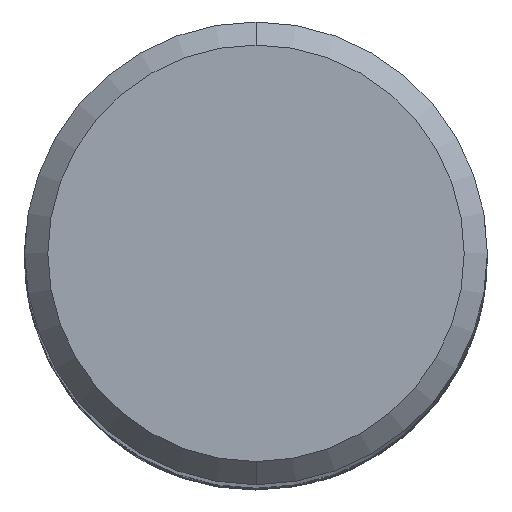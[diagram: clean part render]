
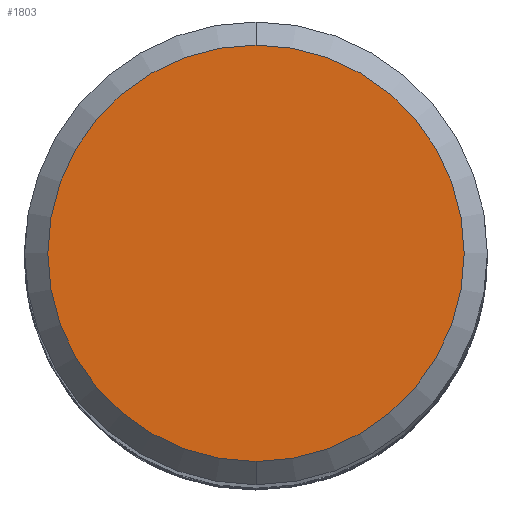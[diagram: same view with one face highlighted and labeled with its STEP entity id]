
A CAD part, top view. The second image highlights one B-rep face of the part: STEP entity #1803.
In plain terms, the highlighted planar face has unit normal (0, 0, 1).
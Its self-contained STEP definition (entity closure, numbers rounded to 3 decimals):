
#1459=EDGE_CURVE('',#2835,#3037,#3849,.T.);
#1803=ADVANCED_FACE('',(#4229),#4230,.T.);
#2489=EDGE_CURVE('',#3037,#2835,#4976,.T.);
#2835=VERTEX_POINT('',#5344);
#3037=VERTEX_POINT('',#5562);
#3849=CIRCLE('',#8449,5.4);
#4229=FACE_OUTER_BOUND('',#11448,.T.);
#4230=PLANE('',#11449);
#4976=CIRCLE('',#18400,5.4);
#5344=CARTESIAN_POINT('',(0.,-5.4,0.0));
#5562=CARTESIAN_POINT('',(0.0,5.4,0.0));
#8449=AXIS2_PLACEMENT_3D('',#30942,#30943,#30944);
#11448=EDGE_LOOP('',(#31441,#31442));
#11449=AXIS2_PLACEMENT_3D('',#31443,#31444,#31445);
#18400=AXIS2_PLACEMENT_3D('',#32194,#32195,#32196);
#30942=CARTESIAN_POINT('',(0.0,0.0,0.0));
#30943=DIRECTION('',(0.0,0.0,-1.0));
#30944=DIRECTION('',(0.0,1.0,0.0));
#31441=ORIENTED_EDGE('',*,*,#2489,.F.);
#31442=ORIENTED_EDGE('',*,*,#1459,.F.);
#31443=CARTESIAN_POINT('',(0.0,2.7,0.0));
#31444=DIRECTION('',(-0.0,0.0,1.0));
#31445=DIRECTION('',(0.0,-1.0,0.0));
#32194=CARTESIAN_POINT('',(0.0,0.0,0.0));
#32195=DIRECTION('',(0.0,0.0,-1.0));
#32196=DIRECTION('',(0.0,1.0,0.0));
